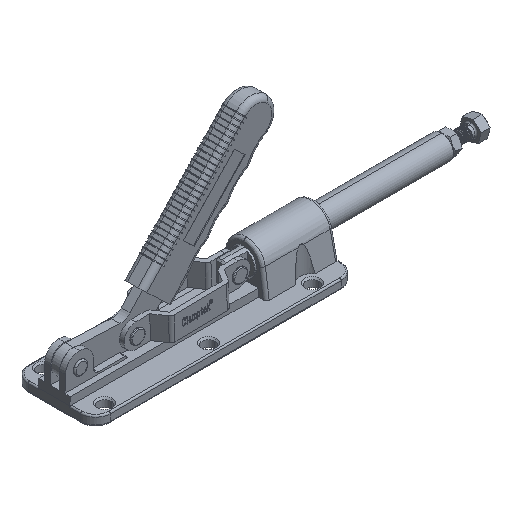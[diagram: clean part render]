
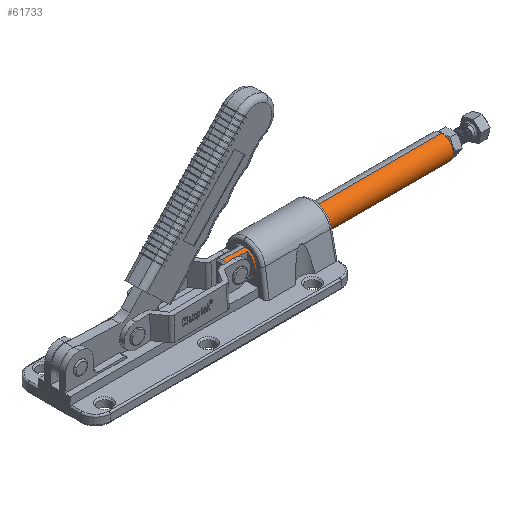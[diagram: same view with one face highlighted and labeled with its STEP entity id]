
A CAD part, isometric view. The second image highlights one B-rep face of the part: STEP entity #61733.
In plain terms, the highlighted cylindrical face has radius 8 mm (diameter 16 mm), a partial arc.
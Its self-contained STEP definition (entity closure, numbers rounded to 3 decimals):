
#403 = CIRCLE ( 'NONE', #2876, 8. ) ;
#1476 = DIRECTION ( 'NONE',  ( 0.737, 0., -0.676 ) ) ;
#2353 = EDGE_CURVE ( 'NONE', #54889, #80318, #74579, .T. ) ;
#2876 = AXIS2_PLACEMENT_3D ( 'NONE', #16977, #66440, #24093 ) ;
#3769 = ORIENTED_EDGE ( 'NONE', *, *, #84565, .T. ) ;
#4604 = VERTEX_POINT ( 'NONE', #5500 ) ;
#5358 = CYLINDRICAL_SURFACE ( 'NONE', #35996, 8. ) ;
#5500 = CARTESIAN_POINT ( 'NONE',  ( -8.824, 1.107, 56.752 ) ) ;
#8125 = VECTOR ( 'NONE', #91696, 1000. ) ;
#11137 = ORIENTED_EDGE ( 'NONE', *, *, #89041, .F. ) ;
#12851 = DIRECTION ( 'NONE',  ( 0.737, 0., -0.676 ) ) ;
#13221 = CARTESIAN_POINT ( 'NONE',  ( -118.608, 1.107, 157.492 ) ) ;
#16977 = CARTESIAN_POINT ( 'NONE',  ( -3.415, 1.107, 62.646 ) ) ;
#18262 = CARTESIAN_POINT ( 'NONE',  ( -113.199, 1.107, 163.386 ) ) ;
#19117 = ORIENTED_EDGE ( 'NONE', *, *, #2353, .T. ) ;
#20181 = DIRECTION ( 'NONE',  ( -0.737, 0., 0.676 ) ) ;
#24093 = DIRECTION ( 'NONE',  ( -0.676, 0., -0.737 ) ) ;
#27421 = EDGE_CURVE ( 'NONE', #44796, #4604, #403, .T. ) ;
#34089 = VECTOR ( 'NONE', #69785, 1000. ) ;
#34107 = CIRCLE ( 'NONE', #70565, 8. ) ;
#35214 = EDGE_CURVE ( 'NONE', #78647, #54889, #34107, .T. ) ;
#35996 = AXIS2_PLACEMENT_3D ( 'NONE', #18262, #67741, #74851 ) ;
#37172 = CARTESIAN_POINT ( 'NONE',  ( -8.703, 4.057, 77.591 ) ) ;
#39231 = ORIENTED_EDGE ( 'NONE', *, *, #27421, .T. ) ;
#42220 = CARTESIAN_POINT ( 'NONE',  ( -18.758, 4.057, 66.633 ) ) ;
#43521 = LINE ( 'NONE', #42220, #8125 ) ;
#43708 = VECTOR ( 'NONE', #87248, 1000. ) ;
#43826 = CARTESIAN_POINT ( 'NONE',  ( -13.731, 1.107, 72.112 ) ) ;
#44796 = VERTEX_POINT ( 'NONE', #70615 ) ;
#44862 = EDGE_LOOP ( 'NONE', ( #74695, #19117, #48755, #54355, #11137, #3769, #39231, #78684 ) ) ;
#46452 = VERTEX_POINT ( 'NONE', #37172 ) ;
#48755 = ORIENTED_EDGE ( 'NONE', *, *, #72779, .T. ) ;
#50947 = DIRECTION ( 'NONE',  ( -0.676, 0., -0.737 ) ) ;
#52435 = AXIS2_PLACEMENT_3D ( 'NONE', #43826, #1476, #50947 ) ;
#52898 = EDGE_CURVE ( 'NONE', #78647, #4604, #71731, .T. ) ;
#54355 = ORIENTED_EDGE ( 'NONE', *, *, #66934, .F. ) ;
#54674 = DIRECTION ( 'NONE',  ( 0.737, 0., -0.676 ) ) ;
#54889 = VERTEX_POINT ( 'NONE', #66444 ) ;
#55219 = CARTESIAN_POINT ( 'NONE',  ( -112.462, 1.107, 162.71 ) ) ;
#60032 = AXIS2_PLACEMENT_3D ( 'NONE', #62549, #20181, #69645 ) ;
#61733 = ADVANCED_FACE ( 'NONE', ( #61802 ), #5358, .T. ) ;
#61772 = CARTESIAN_POINT ( 'NONE',  ( -107.79, 1.107, 169.281 ) ) ;
#61802 = FACE_OUTER_BOUND ( 'NONE', #44862, .T. ) ;
#62326 = DIRECTION ( 'NONE',  ( -0.676, 0., -0.737 ) ) ;
#62549 = CARTESIAN_POINT ( 'NONE',  ( -3.415, 1.107, 62.646 ) ) ;
#66127 = CIRCLE ( 'NONE', #52435, 8. ) ;
#66440 = DIRECTION ( 'NONE',  ( -0.737, 0., 0.676 ) ) ;
#66444 = CARTESIAN_POINT ( 'NONE',  ( -107.054, 1.107, 168.604 ) ) ;
#66934 = EDGE_CURVE ( 'NONE', #46452, #89187, #81364, .T. ) ;
#67741 = DIRECTION ( 'NONE',  ( 0.737, 0., -0.676 ) ) ;
#69645 = DIRECTION ( 'NONE',  ( -0.676, 0., -0.737 ) ) ;
#69785 = DIRECTION ( 'NONE',  ( 0.737, 0., -0.676 ) ) ;
#70565 = AXIS2_PLACEMENT_3D ( 'NONE', #55219, #12851, #62326 ) ;
#70615 = CARTESIAN_POINT ( 'NONE',  ( -8.443, 4.057, 57.167 ) ) ;
#71731 = LINE ( 'NONE', #13221, #34089 ) ;
#72628 = CARTESIAN_POINT ( 'NONE',  ( -18.758, 4.057, 66.633 ) ) ;
#72779 = EDGE_CURVE ( 'NONE', #80318, #89187, #80802, .T. ) ;
#73450 = CARTESIAN_POINT ( 'NONE',  ( 1.993, 1.107, 68.541 ) ) ;
#74579 = LINE ( 'NONE', #61772, #91163 ) ;
#74695 = ORIENTED_EDGE ( 'NONE', *, *, #35214, .T. ) ;
#74851 = DIRECTION ( 'NONE',  ( -0.676, 0., -0.737 ) ) ;
#77361 = VERTEX_POINT ( 'NONE', #72628 ) ;
#78647 = VERTEX_POINT ( 'NONE', #88846 ) ;
#78684 = ORIENTED_EDGE ( 'NONE', *, *, #52898, .F. ) ;
#80120 = CARTESIAN_POINT ( 'NONE',  ( -8.703, 4.057, 77.591 ) ) ;
#80318 = VERTEX_POINT ( 'NONE', #73450 ) ;
#80802 = CIRCLE ( 'NONE', #60032, 8. ) ;
#81364 = LINE ( 'NONE', #80120, #43708 ) ;
#84565 = EDGE_CURVE ( 'NONE', #77361, #44796, #43521, .T. ) ;
#87248 = DIRECTION ( 'NONE',  ( 0.737, 0., -0.676 ) ) ;
#87765 = CARTESIAN_POINT ( 'NONE',  ( 1.612, 4.057, 68.125 ) ) ;
#88846 = CARTESIAN_POINT ( 'NONE',  ( -117.871, 1.107, 156.816 ) ) ;
#89041 = EDGE_CURVE ( 'NONE', #77361, #46452, #66127, .T. ) ;
#89187 = VERTEX_POINT ( 'NONE', #87765 ) ;
#91163 = VECTOR ( 'NONE', #54674, 1000. ) ;
#91696 = DIRECTION ( 'NONE',  ( 0.737, 0., -0.676 ) ) ;
